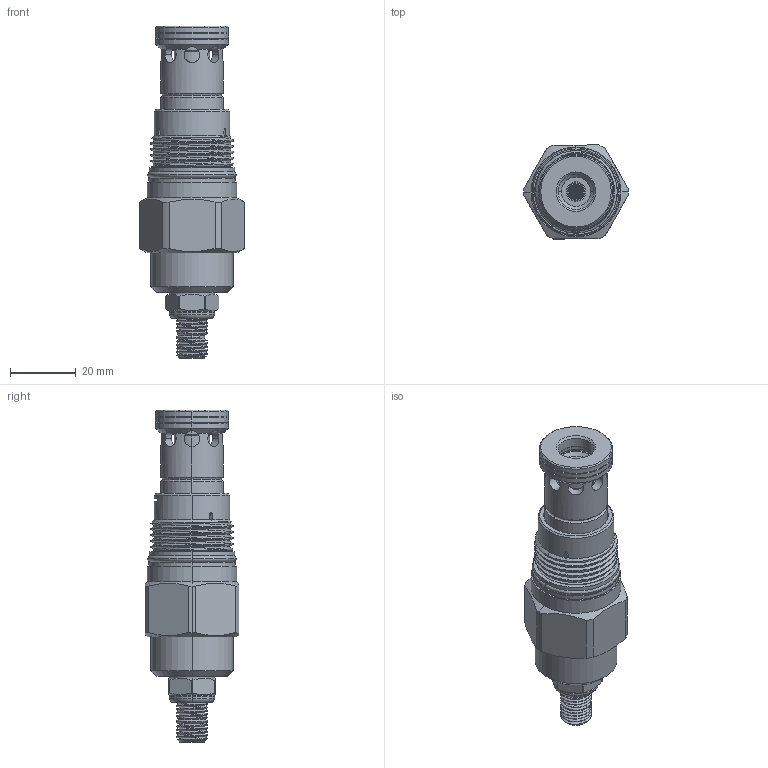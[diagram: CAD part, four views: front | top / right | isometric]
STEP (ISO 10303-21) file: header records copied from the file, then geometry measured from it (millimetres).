
FILE_DESCRIPTION (( 'STEP AP203' ), '1' );
FILE_NAME ('RP3A2G-L.STEP', '2020-03-24T01:29:34', ( '' ), ( '' ), 'SwSTEP 2.0', 'SolidWorks 2018', '' );
FILE_SCHEMA (( 'CONFIG_CONTROL_DESIGN' ));
Length unit declared in the file: millimetre
Products named in the file (1): RP3A2G-L
Bounding box: 31.8 x 28.59 x 101.03 mm (x, y, z)
Volume: 36722.1 mm3; surface area: 14379.6 mm2
Topology: 9 solids, 9 shells, 806 faces, 2231 edges, 1406 vertices
Faces by surface type: cylinder 574, cone 98, plane 71, torus 51, sphere 6, bspline 6
Entity records: 55771 total; most frequent: CARTESIAN_POINT 36199, ORIENTED_EDGE 4450, DIRECTION 3255, EDGE_CURVE 2225, VERTEX_POINT 1406, AXIS2_PLACEMENT_3D 1268, EDGE_LOOP 1203, B_SPLINE_CURVE_WITH_KNOTS 954
